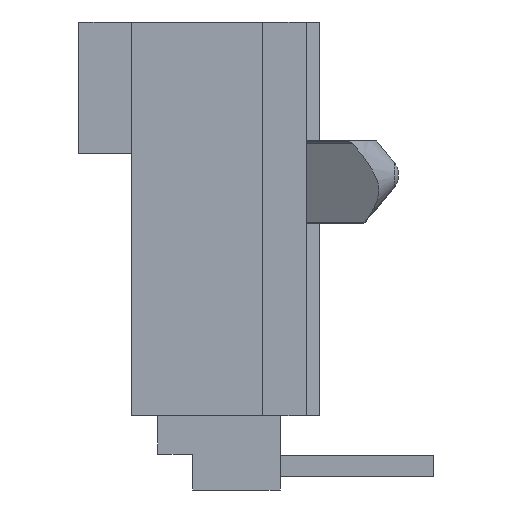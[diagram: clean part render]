
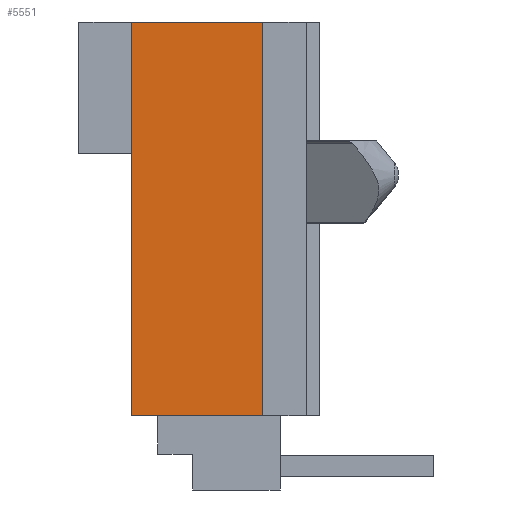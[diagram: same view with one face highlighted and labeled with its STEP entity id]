
A CAD part, left-side view. The second image highlights one B-rep face of the part: STEP entity #5551.
In plain terms, the highlighted planar face has unit normal (-1, 0, 0).
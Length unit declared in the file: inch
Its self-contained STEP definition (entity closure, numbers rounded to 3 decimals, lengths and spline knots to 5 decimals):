
#384 = VERTEX_POINT ( 'NONE', #4976 ) ;
#681 = VECTOR ( 'NONE', #4678, 39.37008 ) ;
#883 = CARTESIAN_POINT ( 'NONE',  ( -0.3, 0.1, -0.225 ) ) ;
#908 = CARTESIAN_POINT ( 'NONE',  ( -0.3, -0.05, -0.225 ) ) ;
#935 = DIRECTION ( 'NONE',  ( 0., -1., 0. ) ) ;
#1104 = CARTESIAN_POINT ( 'NONE',  ( -0.3, 0., 0.225 ) ) ;
#1195 = VERTEX_POINT ( 'NONE', #6241 ) ;
#1258 = CARTESIAN_POINT ( 'NONE',  ( -0.3, -0.05, -0.225 ) ) ;
#1292 = LINE ( 'NONE', #6412, #681 ) ;
#1295 = VECTOR ( 'NONE', #1816, 39.37008 ) ;
#1480 = PLANE ( 'NONE',  #2226 ) ;
#1543 = VERTEX_POINT ( 'NONE', #908 ) ;
#1724 = CARTESIAN_POINT ( 'NONE',  ( -0.3, 0.1, -0.225 ) ) ;
#1816 = DIRECTION ( 'NONE',  ( 0., 0., 1. ) ) ;
#1927 = EDGE_LOOP ( 'NONE', ( #3458, #5107, #6892, #4330 ) ) ;
#2226 = AXIS2_PLACEMENT_3D ( 'NONE', #6527, #2581, #2610 ) ;
#2581 = DIRECTION ( 'NONE',  ( -1., 0., 0. ) ) ;
#2610 = DIRECTION ( 'NONE',  ( 0., 0., 1. ) ) ;
#2754 = VECTOR ( 'NONE', #3314, 39.37008 ) ;
#3307 = EDGE_CURVE ( 'NONE', #1195, #384, #4242, .T. ) ;
#3314 = DIRECTION ( 'NONE',  ( 0., -1., 0. ) ) ;
#3458 = ORIENTED_EDGE ( 'NONE', *, *, #6053, .F. ) ;
#4090 = LINE ( 'NONE', #883, #6902 ) ;
#4182 = FACE_OUTER_BOUND ( 'NONE', #1927, .T. ) ;
#4242 = LINE ( 'NONE', #1104, #2754 ) ;
#4330 = ORIENTED_EDGE ( 'NONE', *, *, #3307, .F. ) ;
#4678 = DIRECTION ( 'NONE',  ( 0., 0., 1. ) ) ;
#4976 = CARTESIAN_POINT ( 'NONE',  ( -0.3, -0.05, 0.225 ) ) ;
#5107 = ORIENTED_EDGE ( 'NONE', *, *, #6145, .T. ) ;
#5155 = EDGE_CURVE ( 'NONE', #1543, #384, #5418, .T. ) ;
#5418 = LINE ( 'NONE', #1258, #1295 ) ;
#5551 = ADVANCED_FACE ( 'NONE', ( #4182 ), #1480, .T. ) ;
#5904 = VERTEX_POINT ( 'NONE', #1724 ) ;
#6053 = EDGE_CURVE ( 'NONE', #5904, #1195, #1292, .T. ) ;
#6145 = EDGE_CURVE ( 'NONE', #5904, #1543, #4090, .T. ) ;
#6241 = CARTESIAN_POINT ( 'NONE',  ( -0.3, 0.1, 0.225 ) ) ;
#6412 = CARTESIAN_POINT ( 'NONE',  ( -0.3, 0.1, -0.225 ) ) ;
#6527 = CARTESIAN_POINT ( 'NONE',  ( -0.3, 0.1, -0.225 ) ) ;
#6892 = ORIENTED_EDGE ( 'NONE', *, *, #5155, .T. ) ;
#6902 = VECTOR ( 'NONE', #935, 39.37008 ) ;
